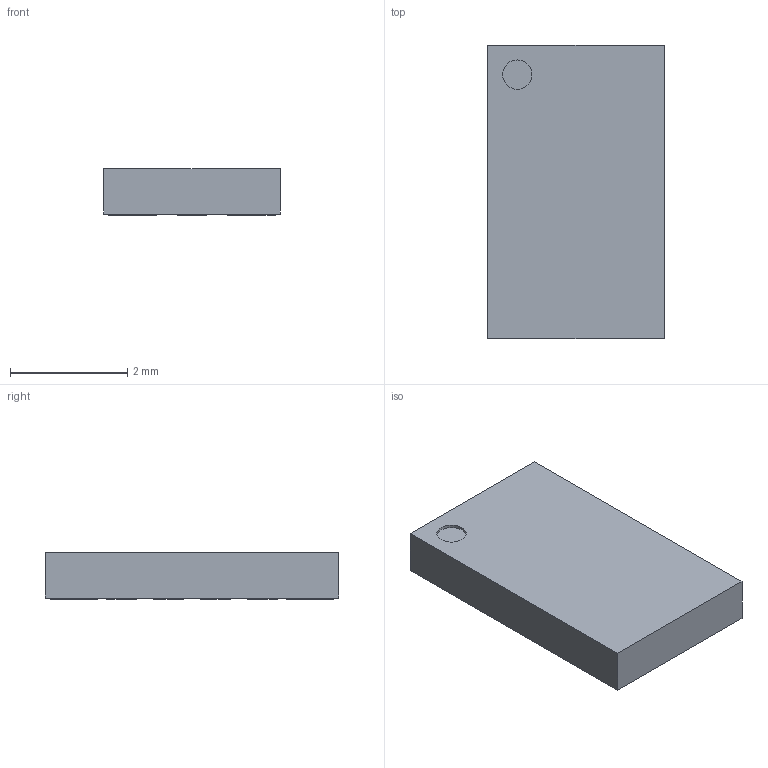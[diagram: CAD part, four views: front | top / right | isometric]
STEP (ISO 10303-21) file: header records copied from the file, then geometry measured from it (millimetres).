
FILE_DESCRIPTION((''),'2;1');
FILE_NAME('ANALOG-DEVICES_CC-14-1.stp','2014-06-03T15:59:32',(''),(''),'Mechanical Desktop 2011','Mechanical Desktop 2011',', , ');
FILE_SCHEMA(('AUTOMOTIVE_DESIGN { 1 2 10303 214 1 1 1 1 }'));
Length unit declared in the file: millimetre
Products named in the file (1): Product
Bounding box: 3 x 5 x 0.79 mm (x, y, z)
Volume: 11.7 mm3; surface area: 54.5 mm2
Topology: 15 solids, 15 shells, 94 faces, 189 edges, 126 vertices
Faces by surface type: plane 92, cylinder 2
Entity records: 2435 total; most frequent: CARTESIAN_POINT 410, DIRECTION 383, ORIENTED_EDGE 378, EDGE_CURVE 189, VECTOR 185, LINE 185, VERTEX_POINT 126, AXIS2_PLACEMENT_3D 99
